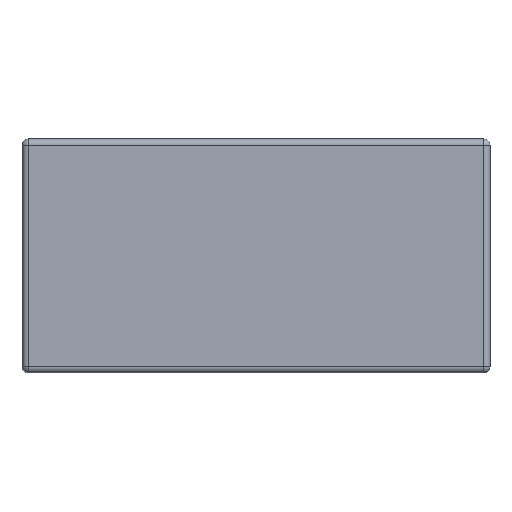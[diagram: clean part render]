
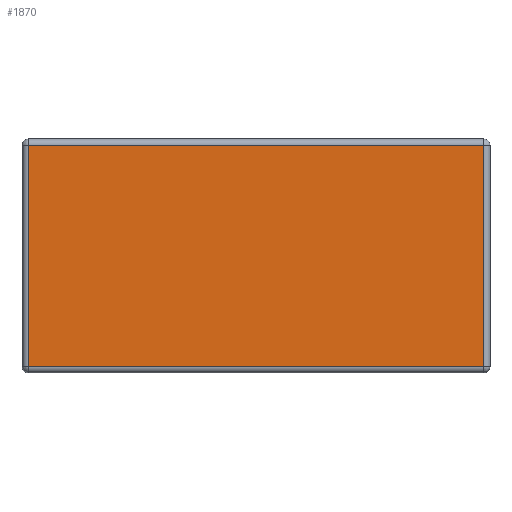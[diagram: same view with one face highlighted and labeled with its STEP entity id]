
A CAD part, front view. The second image highlights one B-rep face of the part: STEP entity #1870.
In plain terms, the highlighted planar face has unit normal (0, -1, 0).
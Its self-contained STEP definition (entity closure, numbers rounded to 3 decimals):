
#66 = CARTESIAN_POINT ( 'NONE',  ( -24.7, 0., -12. ) ) ;
#159 = EDGE_CURVE ( 'NONE', #1614, #8116, #6513, .T. ) ;
#1080 = EDGE_LOOP ( 'NONE', ( #6811, #4444, #8390, #6002 ) ) ;
#1093 = LINE ( 'NONE', #10849, #1633 ) ;
#1183 = CARTESIAN_POINT ( 'NONE',  ( -25.4, 0., -12.7 ) ) ;
#1397 = DIRECTION ( 'NONE',  ( 0., 0., 1. ) ) ;
#1614 = VERTEX_POINT ( 'NONE', #4894 ) ;
#1626 = CARTESIAN_POINT ( 'NONE',  ( 24.7, 0., 12. ) ) ;
#1633 = VECTOR ( 'NONE', #1397, 1000. ) ;
#1715 = VERTEX_POINT ( 'NONE', #6217 ) ;
#1870 = ADVANCED_FACE ( 'NONE', ( #4697 ), #3724, .T. ) ;
#2598 = DIRECTION ( 'NONE',  ( 0., 0., -1. ) ) ;
#2686 = CARTESIAN_POINT ( 'NONE',  ( -24.7, 0., -12. ) ) ;
#3468 = EDGE_CURVE ( 'NONE', #8116, #1715, #10647, .T. ) ;
#3496 = AXIS2_PLACEMENT_3D ( 'NONE', #1183, #10660, #8033 ) ;
#3724 = PLANE ( 'NONE',  #3496 ) ;
#3770 = VERTEX_POINT ( 'NONE', #4996 ) ;
#4278 = DIRECTION ( 'NONE',  ( -1., 0., 0. ) ) ;
#4444 = ORIENTED_EDGE ( 'NONE', *, *, #9469, .T. ) ;
#4697 = FACE_OUTER_BOUND ( 'NONE', #1080, .T. ) ;
#4894 = CARTESIAN_POINT ( 'NONE',  ( -24.7, 0., 12. ) ) ;
#4996 = CARTESIAN_POINT ( 'NONE',  ( 24.7, 0., 12. ) ) ;
#5327 = DIRECTION ( 'NONE',  ( 1., 0., 0. ) ) ;
#6002 = ORIENTED_EDGE ( 'NONE', *, *, #3468, .T. ) ;
#6217 = CARTESIAN_POINT ( 'NONE',  ( 24.7, 0., -12. ) ) ;
#6513 = LINE ( 'NONE', #8567, #7967 ) ;
#6811 = ORIENTED_EDGE ( 'NONE', *, *, #10841, .T. ) ;
#7819 = VECTOR ( 'NONE', #5327, 1000. ) ;
#7967 = VECTOR ( 'NONE', #2598, 1000. ) ;
#8033 = DIRECTION ( 'NONE',  ( 1., 0., 0. ) ) ;
#8116 = VERTEX_POINT ( 'NONE', #66 ) ;
#8365 = LINE ( 'NONE', #1626, #9850 ) ;
#8390 = ORIENTED_EDGE ( 'NONE', *, *, #159, .T. ) ;
#8567 = CARTESIAN_POINT ( 'NONE',  ( -24.7, 0., 12. ) ) ;
#9469 = EDGE_CURVE ( 'NONE', #3770, #1614, #8365, .T. ) ;
#9850 = VECTOR ( 'NONE', #4278, 1000. ) ;
#10647 = LINE ( 'NONE', #2686, #7819 ) ;
#10660 = DIRECTION ( 'NONE',  ( 0., -1., 0. ) ) ;
#10841 = EDGE_CURVE ( 'NONE', #1715, #3770, #1093, .T. ) ;
#10849 = CARTESIAN_POINT ( 'NONE',  ( 24.7, 0., -12. ) ) ;
